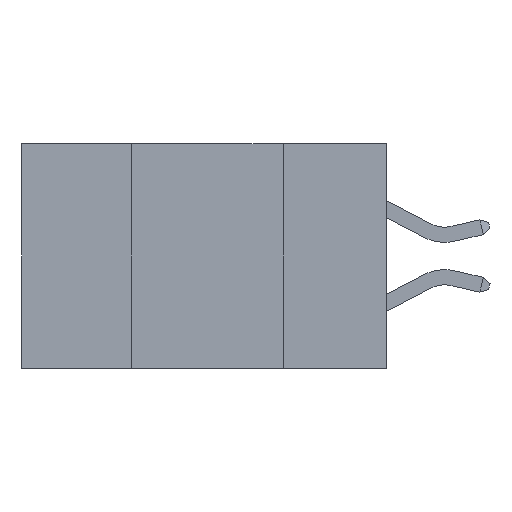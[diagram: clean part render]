
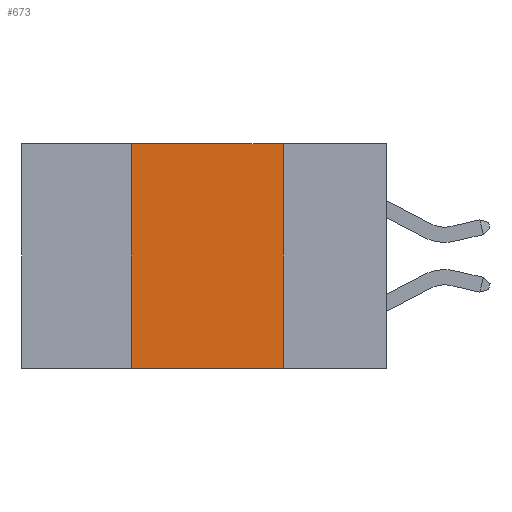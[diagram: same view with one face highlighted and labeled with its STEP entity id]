
A CAD part, left-side view. The second image highlights one B-rep face of the part: STEP entity #673.
In plain terms, the highlighted planar face has unit normal (-1, 0, 0).
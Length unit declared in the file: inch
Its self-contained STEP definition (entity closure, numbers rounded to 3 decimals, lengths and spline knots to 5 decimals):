
#673 = ADVANCED_FACE ( 'NONE', ( #8293 ), #11924, .F. ) ;
#1050 = VECTOR ( 'NONE', #1802, 39.37008 ) ;
#1221 = EDGE_CURVE ( 'NONE', #5086, #17343, #15228, .T. ) ;
#1802 = DIRECTION ( 'NONE',  ( 0., -1., 0. ) ) ;
#1904 = CARTESIAN_POINT ( 'NONE',  ( 0., 0.17, -0.37 ) ) ;
#2243 = EDGE_CURVE ( 'NONE', #13750, #3333, #8548, .T. ) ;
#3100 = CARTESIAN_POINT ( 'NONE',  ( 0., 0.6, -0.37 ) ) ;
#3333 = VERTEX_POINT ( 'NONE', #1904 ) ;
#5086 = VERTEX_POINT ( 'NONE', #10652 ) ;
#5283 = VECTOR ( 'NONE', #13818, 39.37008 ) ;
#5383 = CARTESIAN_POINT ( 'NONE',  ( 0., 0.17, 0. ) ) ;
#5629 = EDGE_CURVE ( 'NONE', #17343, #3333, #17617, .T. ) ;
#5878 = DIRECTION ( 'NONE',  ( 0., -1., 0. ) ) ;
#6373 = CARTESIAN_POINT ( 'NONE',  ( 0., 0.17, 0. ) ) ;
#6599 = CARTESIAN_POINT ( 'NONE',  ( 0., 0.6, 0. ) ) ;
#6814 = LINE ( 'NONE', #12486, #5283 ) ;
#7571 = VECTOR ( 'NONE', #8032, 39.37008 ) ;
#7687 = ORIENTED_EDGE ( 'NONE', *, *, #1221, .F. ) ;
#7854 = DIRECTION ( 'NONE',  ( 1., 0., 0. ) ) ;
#8032 = DIRECTION ( 'NONE',  ( 0., 0., -1. ) ) ;
#8099 = VECTOR ( 'NONE', #5878, 39.37008 ) ;
#8293 = FACE_OUTER_BOUND ( 'NONE', #18048, .T. ) ;
#8548 = LINE ( 'NONE', #3100, #8099 ) ;
#9142 = DIRECTION ( 'NONE',  ( 0., 0., -1. ) ) ;
#10149 = CARTESIAN_POINT ( 'NONE',  ( 0., 0.6, 0. ) ) ;
#10652 = CARTESIAN_POINT ( 'NONE',  ( 0., 0.42, 0. ) ) ;
#10838 = AXIS2_PLACEMENT_3D ( 'NONE', #6599, #7854, #9142 ) ;
#11924 = PLANE ( 'NONE',  #10838 ) ;
#12486 = CARTESIAN_POINT ( 'NONE',  ( 0., 0.42, 0. ) ) ;
#12944 = CARTESIAN_POINT ( 'NONE',  ( 0., 0.42, -0.37 ) ) ;
#12964 = ORIENTED_EDGE ( 'NONE', *, *, #5629, .F. ) ;
#12986 = ORIENTED_EDGE ( 'NONE', *, *, #2243, .T. ) ;
#13750 = VERTEX_POINT ( 'NONE', #12944 ) ;
#13818 = DIRECTION ( 'NONE',  ( 0., 0., 1. ) ) ;
#15083 = EDGE_CURVE ( 'NONE', #13750, #5086, #6814, .T. ) ;
#15228 = LINE ( 'NONE', #10149, #1050 ) ;
#16975 = ORIENTED_EDGE ( 'NONE', *, *, #15083, .F. ) ;
#17343 = VERTEX_POINT ( 'NONE', #6373 ) ;
#17617 = LINE ( 'NONE', #5383, #7571 ) ;
#18048 = EDGE_LOOP ( 'NONE', ( #12964, #7687, #16975, #12986 ) ) ;
